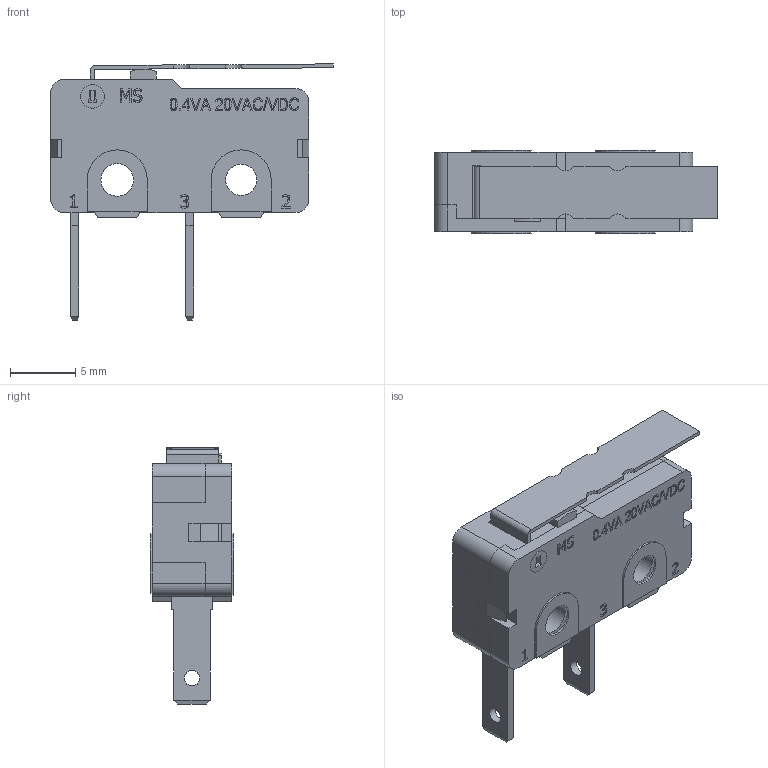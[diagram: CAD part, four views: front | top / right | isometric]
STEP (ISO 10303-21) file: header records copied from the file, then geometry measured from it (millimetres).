
FILE_DESCRIPTION(/* description */ (''),/* implementation_level */ '2;1');
FILE_NAME(/* name */ 'MS085R102FxxxC1C.stp',/* time_stamp */ '2025-05-27T11:49:22-05:00',/* author */ ('mroman'),/* organization */ (''),/* preprocessor_version */ 'ST-DEVELOPER v18.1',/* originating_system */ 'Autodesk Inventor 2022',/* authorisation */ '');
FILE_SCHEMA (('AUTOMOTIVE_DESIGN { 1 0 10303 214 3 1 1 }'));
Length unit declared in the file: centimetre
Products named in the file (1): MS085R102FxxxC1C
Bounding box: 21.66 x 6.4 x 19.65 mm (x, y, z)
Volume: 819.5 mm3; surface area: 1669.1 mm2
Topology: 1 solids, 3 shells, 655 faces, 1780 edges, 1177 vertices
Faces by surface type: plane 435, bspline 192, cylinder 28
Full cylindrical faces by diameter (mm): 1.2 x2, 1.8 x1, 2.4 x2, 2.5 x2, 3.7 x2
Entity records: 21360 total; most frequent: CARTESIAN_POINT 6035, ORIENTED_EDGE 3564, DIRECTION 2379, EDGE_CURVE 1782, LINE 1345, VECTOR 1345, VERTEX_POINT 1177, EDGE_LOOP 713
